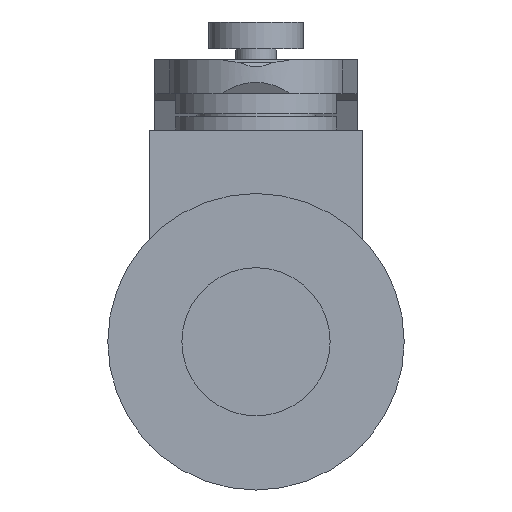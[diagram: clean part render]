
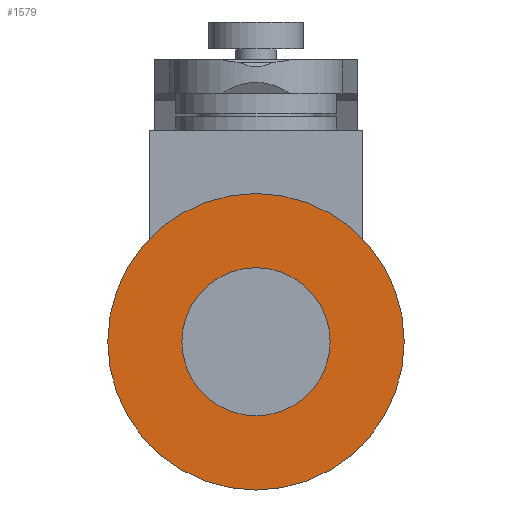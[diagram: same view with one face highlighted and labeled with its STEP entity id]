
A CAD part, front view. The second image highlights one B-rep face of the part: STEP entity #1579.
In plain terms, the highlighted planar face has unit normal (0, -1, 0).
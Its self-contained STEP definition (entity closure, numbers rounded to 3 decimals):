
#1511=CARTESIAN_POINT('',(11.,-2.5,0.));
#1512=VERTEX_POINT('',#1511);
#1528=CARTESIAN_POINT('',(-11.,-2.5,0.));
#1529=VERTEX_POINT('',#1528);
#1536=CARTESIAN_POINT('',(0.,-2.5,0.));
#1537=DIRECTION('',(0.0,-1.0,0.0));
#1538=DIRECTION('',(1.0,0.0,0.0));
#1539=AXIS2_PLACEMENT_3D('',#1536,#1537,#1538);
#1540=CIRCLE('',#1539,11.0);
#1541=EDGE_CURVE('',#1512,#1529,#1540,.T.);
#1552=CARTESIAN_POINT('',(0.,-2.5,0.));
#1553=DIRECTION('',(0.0,-1.0,0.0));
#1554=DIRECTION('',(1.0,0.0,0.0));
#1555=AXIS2_PLACEMENT_3D('',#1552,#1553,#1554);
#1556=CIRCLE('',#1555,11.0);
#1557=EDGE_CURVE('',#1529,#1512,#1556,.T.);
#1570=CARTESIAN_POINT('',(0.,-2.5,0.));
#1571=DIRECTION('',(0.0,-1.0,0.0));
#1572=DIRECTION('',(-1.0,0.0,0.0));
#1573=AXIS2_PLACEMENT_3D('',#1570,#1571,#1572);
#1574=PLANE('',#1573);
#1575=ORIENTED_EDGE('',*,*,#1541,.T.);
#1576=ORIENTED_EDGE('',*,*,#1557,.T.);
#1577=EDGE_LOOP('',(#1575,#1576));
#1578=FACE_OUTER_BOUND('',#1577,.T.);
#1579=ADVANCED_FACE('',(#1578),#1574,.T.);
